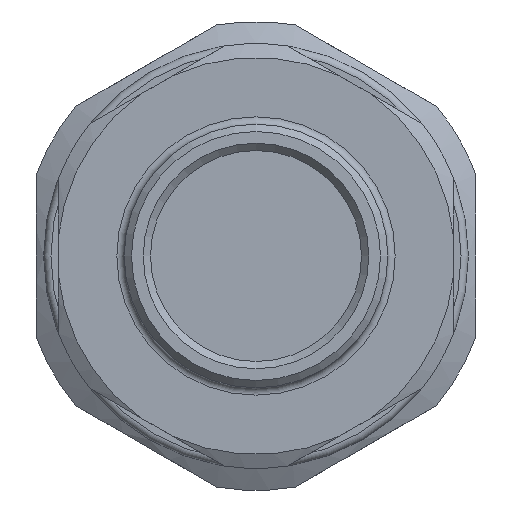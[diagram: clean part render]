
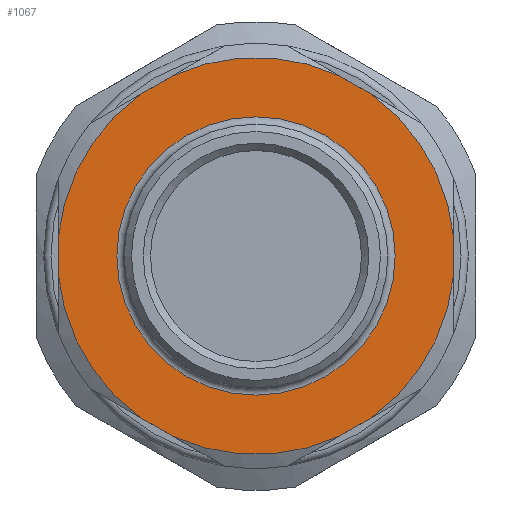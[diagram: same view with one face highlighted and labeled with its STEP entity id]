
A CAD part, front view. The second image highlights one B-rep face of the part: STEP entity #1067.
In plain terms, the highlighted planar face has unit normal (0, -1, 0).
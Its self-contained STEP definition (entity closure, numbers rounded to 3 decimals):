
#75=FACE_BOUND('',#205,.T.);
#89=PLANE('',#1195);
#138=FACE_OUTER_BOUND('',#204,.T.);
#204=EDGE_LOOP('',(#820,#821,#822,#823,#824,#825,#826,#827,#828,#829,#830,
#831));
#205=EDGE_LOOP('',(#832));
#269=CIRCLE('',#1172,13.554);
#270=CIRCLE('',#1174,13.554);
#271=CIRCLE('',#1176,13.554);
#272=CIRCLE('',#1178,13.554);
#273=CIRCLE('',#1180,13.554);
#281=CIRCLE('',#1194,9.5);
#282=CIRCLE('',#1196,13.554);
#309=LINE('',#1795,#350);
#312=LINE('',#1817,#353);
#315=LINE('',#1839,#356);
#318=LINE('',#1861,#359);
#321=LINE('',#1883,#362);
#324=LINE('',#1905,#365);
#350=VECTOR('',#1313,10.);
#353=VECTOR('',#1318,10.);
#356=VECTOR('',#1323,10.);
#359=VECTOR('',#1328,10.);
#362=VECTOR('',#1333,10.);
#365=VECTOR('',#1338,10.);
#411=VERTEX_POINT('',#1789);
#413=VERTEX_POINT('',#1794);
#417=VERTEX_POINT('',#1811);
#419=VERTEX_POINT('',#1816);
#423=VERTEX_POINT('',#1833);
#425=VERTEX_POINT('',#1838);
#429=VERTEX_POINT('',#1855);
#431=VERTEX_POINT('',#1860);
#435=VERTEX_POINT('',#1877);
#437=VERTEX_POINT('',#1882);
#441=VERTEX_POINT('',#1899);
#443=VERTEX_POINT('',#1904);
#453=VERTEX_POINT('',#1972);
#519=EDGE_CURVE('',#413,#411,#309,.T.);
#526=EDGE_CURVE('',#419,#417,#312,.T.);
#533=EDGE_CURVE('',#425,#423,#315,.T.);
#540=EDGE_CURVE('',#431,#429,#318,.T.);
#547=EDGE_CURVE('',#437,#435,#321,.T.);
#554=EDGE_CURVE('',#443,#441,#324,.T.);
#570=EDGE_CURVE('',#413,#441,#269,.T.);
#571=EDGE_CURVE('',#443,#435,#270,.T.);
#572=EDGE_CURVE('',#437,#429,#271,.T.);
#573=EDGE_CURVE('',#431,#423,#272,.T.);
#574=EDGE_CURVE('',#425,#417,#273,.T.);
#586=EDGE_CURVE('',#453,#453,#281,.T.);
#587=EDGE_CURVE('',#419,#411,#282,.T.);
#820=ORIENTED_EDGE('',*,*,#519,.T.);
#821=ORIENTED_EDGE('',*,*,#587,.F.);
#822=ORIENTED_EDGE('',*,*,#526,.T.);
#823=ORIENTED_EDGE('',*,*,#574,.F.);
#824=ORIENTED_EDGE('',*,*,#533,.T.);
#825=ORIENTED_EDGE('',*,*,#573,.F.);
#826=ORIENTED_EDGE('',*,*,#540,.T.);
#827=ORIENTED_EDGE('',*,*,#572,.F.);
#828=ORIENTED_EDGE('',*,*,#547,.T.);
#829=ORIENTED_EDGE('',*,*,#571,.F.);
#830=ORIENTED_EDGE('',*,*,#554,.T.);
#831=ORIENTED_EDGE('',*,*,#570,.F.);
#832=ORIENTED_EDGE('',*,*,#586,.T.);
#1067=ADVANCED_FACE('',(#138,#75),#89,.T.);
#1172=AXIS2_PLACEMENT_3D('',#1941,#1383,#1384);
#1174=AXIS2_PLACEMENT_3D('',#1943,#1387,#1388);
#1176=AXIS2_PLACEMENT_3D('',#1945,#1391,#1392);
#1178=AXIS2_PLACEMENT_3D('',#1947,#1395,#1396);
#1180=AXIS2_PLACEMENT_3D('',#1949,#1399,#1400);
#1194=AXIS2_PLACEMENT_3D('',#1974,#1431,#1432);
#1195=AXIS2_PLACEMENT_3D('',#1975,#1433,#1434);
#1196=AXIS2_PLACEMENT_3D('',#1976,#1435,#1436);
#1313=DIRECTION('',(-0.866,0.,-0.5));
#1318=DIRECTION('',(0.,0.,-1.));
#1323=DIRECTION('',(0.866,0.,-0.5));
#1328=DIRECTION('',(0.866,0.,0.5));
#1333=DIRECTION('',(0.,0.,1.));
#1338=DIRECTION('',(-0.866,0.,0.5));
#1383=DIRECTION('center_axis',(0.,1.,0.));
#1384=DIRECTION('ref_axis',(-1.,0.,0.));
#1387=DIRECTION('center_axis',(0.,1.,0.));
#1388=DIRECTION('ref_axis',(-1.,0.,0.));
#1391=DIRECTION('center_axis',(0.,1.,0.));
#1392=DIRECTION('ref_axis',(-1.,0.,0.));
#1395=DIRECTION('center_axis',(0.,1.,0.));
#1396=DIRECTION('ref_axis',(-1.,0.,0.));
#1399=DIRECTION('center_axis',(0.,1.,0.));
#1400=DIRECTION('ref_axis',(-1.,0.,0.));
#1431=DIRECTION('center_axis',(0.,1.,0.));
#1432=DIRECTION('ref_axis',(-1.,0.,0.));
#1433=DIRECTION('center_axis',(0.,-1.,0.));
#1434=DIRECTION('ref_axis',(0.,0.,
-1.));
#1435=DIRECTION('center_axis',(0.,1.,0.));
#1436=DIRECTION('ref_axis',(-1.,0.,0.));
#1789=CARTESIAN_POINT('',(134.444,39.81,131.254));
#1794=CARTESIAN_POINT('',(136.532,39.81,132.46));
#1795=CARTESIAN_POINT('',(127.79,39.81,127.413));
#1811=CARTESIAN_POINT('',(128.738,39.81,118.96));
#1816=CARTESIAN_POINT('',(128.738,39.81,121.372));
#1817=CARTESIAN_POINT('',(128.738,39.81,116.269));
#1833=CARTESIAN_POINT('',(136.532,39.81,107.871));
#1838=CARTESIAN_POINT('',(134.444,39.81,109.077));
#1839=CARTESIAN_POINT('',(134.54,39.81,109.021));
#1855=CARTESIAN_POINT('',(150.032,39.81,109.077));
#1860=CARTESIAN_POINT('',(147.944,39.81,107.871));
#1861=CARTESIAN_POINT('',(148.04,39.81,107.927));
#1877=CARTESIAN_POINT('',(155.738,39.81,121.372));
#1882=CARTESIAN_POINT('',(155.738,39.81,118.96));
#1883=CARTESIAN_POINT('',(155.738,39.81,124.063));
#1899=CARTESIAN_POINT('',(147.944,39.81,132.46));
#1904=CARTESIAN_POINT('',(150.032,39.81,131.254));
#1905=CARTESIAN_POINT('',(141.29,39.81,136.301));
#1941=CARTESIAN_POINT('Origin',(142.238,39.81,120.166));
#1943=CARTESIAN_POINT('Origin',(142.238,39.81,120.166));
#1945=CARTESIAN_POINT('Origin',(142.238,39.81,120.166));
#1947=CARTESIAN_POINT('Origin',(142.238,39.81,120.166));
#1949=CARTESIAN_POINT('Origin',(142.238,39.81,120.166));
#1972=CARTESIAN_POINT('',(142.238,39.81,110.666));
#1974=CARTESIAN_POINT('Origin',(142.238,39.81,120.166));
#1975=CARTESIAN_POINT('Origin',(130.711,39.81,120.166));
#1976=CARTESIAN_POINT('Origin',(142.238,39.81,120.166));
